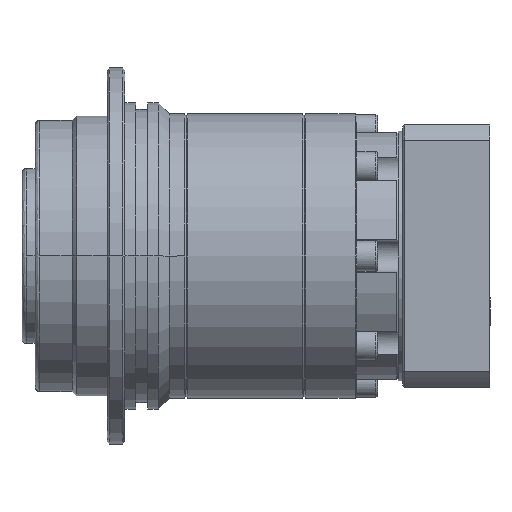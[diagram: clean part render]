
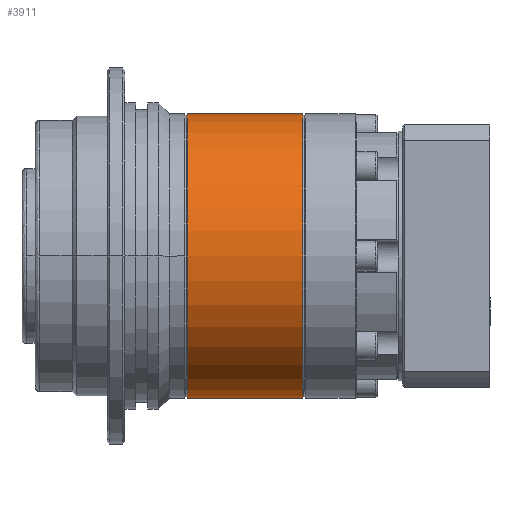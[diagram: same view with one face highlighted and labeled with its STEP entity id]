
A CAD part, front view. The second image highlights one B-rep face of the part: STEP entity #3911.
In plain terms, the highlighted cylindrical face has radius 32.5 mm (diameter 65 mm), a partial arc.
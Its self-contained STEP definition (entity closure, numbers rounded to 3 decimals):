
#770 = CARTESIAN_POINT ( 'NONE',  ( 46.3, 0., 0. ) ) ;
#997 = EDGE_CURVE ( 'NONE', #16684, #8860, #29224, .T. ) ;
#1384 = ORIENTED_EDGE ( 'NONE', *, *, #15834, .T. ) ;
#1715 = CARTESIAN_POINT ( 'NONE',  ( 73., 0., -32.5 ) ) ;
#2819 = AXIS2_PLACEMENT_3D ( 'NONE', #18114, #18675, #17901 ) ;
#3227 = DIRECTION ( 'NONE',  ( 0., 0., 1. ) ) ;
#3911 = ADVANCED_FACE ( 'NONE', ( #18227 ), #15920, .T. ) ;
#5439 = CIRCLE ( 'NONE', #27502, 32.5 ) ;
#6615 = DIRECTION ( 'NONE',  ( -1., 0., 0. ) ) ;
#7940 = AXIS2_PLACEMENT_3D ( 'NONE', #14278, #14239, #14165 ) ;
#8199 = ORIENTED_EDGE ( 'NONE', *, *, #997, .T. ) ;
#8511 = EDGE_CURVE ( 'NONE', #9466, #25844, #24273, .T. ) ;
#8860 = VERTEX_POINT ( 'NONE', #27505 ) ;
#9466 = VERTEX_POINT ( 'NONE', #17889 ) ;
#11250 = EDGE_CURVE ( 'NONE', #9466, #16684, #5439, .T. ) ;
#12081 = DIRECTION ( 'NONE',  ( -1., 0., 0. ) ) ;
#13436 = VERTEX_POINT ( 'NONE', #17521 ) ;
#14003 = ORIENTED_EDGE ( 'NONE', *, *, #11250, .T. ) ;
#14165 = DIRECTION ( 'NONE',  ( 0., 0., 1. ) ) ;
#14239 = DIRECTION ( 'NONE',  ( -1., 0., 0. ) ) ;
#14278 = CARTESIAN_POINT ( 'NONE',  ( 72.7, 0., 0. ) ) ;
#15834 = EDGE_CURVE ( 'NONE', #13436, #25844, #19731, .T. ) ;
#15920 = CYLINDRICAL_SURFACE ( 'NONE', #2819, 32.5 ) ;
#16684 = VERTEX_POINT ( 'NONE', #25766 ) ;
#17054 = VECTOR ( 'NONE', #30638, 1000. ) ;
#17521 = CARTESIAN_POINT ( 'NONE',  ( 46.3, 0., 32.5 ) ) ;
#17561 = DIRECTION ( 'NONE',  ( 1., 0., 0. ) ) ;
#17889 = CARTESIAN_POINT ( 'NONE',  ( 72.7, 0., -32.5 ) ) ;
#17901 = DIRECTION ( 'NONE',  ( 0., 0., 1. ) ) ;
#18114 = CARTESIAN_POINT ( 'NONE',  ( 73., 0., 0. ) ) ;
#18227 = FACE_OUTER_BOUND ( 'NONE', #29664, .T. ) ;
#18540 = CARTESIAN_POINT ( 'NONE',  ( 73., 0., 32.5 ) ) ;
#18675 = DIRECTION ( 'NONE',  ( -1., 0., 0. ) ) ;
#18972 = CARTESIAN_POINT ( 'NONE',  ( 46.3, 0., -32.5 ) ) ;
#19371 = VECTOR ( 'NONE', #6615, 1000. ) ;
#19731 = CIRCLE ( 'NONE', #31135, 32.5 ) ;
#20102 = LINE ( 'NONE', #18540, #19371 ) ;
#20765 = EDGE_CURVE ( 'NONE', #8860, #13436, #20102, .T. ) ;
#22134 = ORIENTED_EDGE ( 'NONE', *, *, #8511, .F. ) ;
#23602 = ORIENTED_EDGE ( 'NONE', *, *, #20765, .T. ) ;
#24273 = LINE ( 'NONE', #1715, #17054 ) ;
#25766 = CARTESIAN_POINT ( 'NONE',  ( 72.7, -32.5, 0. ) ) ;
#25844 = VERTEX_POINT ( 'NONE', #18972 ) ;
#26569 = CARTESIAN_POINT ( 'NONE',  ( 72.7, 0., 0. ) ) ;
#27502 = AXIS2_PLACEMENT_3D ( 'NONE', #26569, #12081, #28952 ) ;
#27505 = CARTESIAN_POINT ( 'NONE',  ( 72.7, 0., 32.5 ) ) ;
#28952 = DIRECTION ( 'NONE',  ( 0., 0., 1. ) ) ;
#29224 = CIRCLE ( 'NONE', #7940, 32.5 ) ;
#29664 = EDGE_LOOP ( 'NONE', ( #22134, #14003, #8199, #23602, #1384 ) ) ;
#30638 = DIRECTION ( 'NONE',  ( -1., 0., 0. ) ) ;
#31135 = AXIS2_PLACEMENT_3D ( 'NONE', #770, #17561, #3227 ) ;
